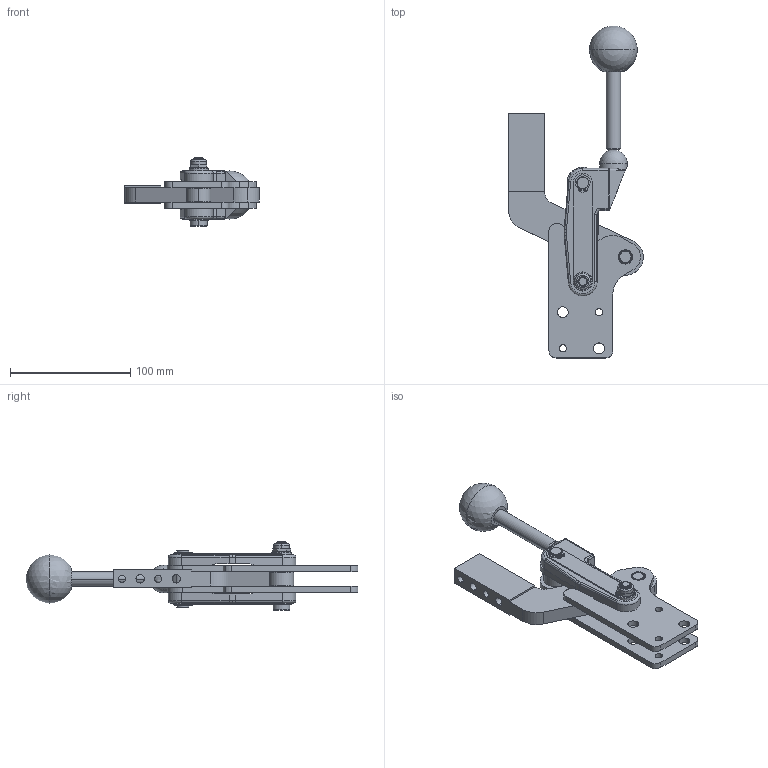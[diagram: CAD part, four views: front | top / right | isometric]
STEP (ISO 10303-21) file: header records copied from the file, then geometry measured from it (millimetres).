
FILE_DESCRIPTION((''),'2;1');
FILE_NAME('645.stp','2005-09-01T12:23:46',('CAD'),(''),'Autodesk Inventor 8','Autodesk Inventor 8','');
FILE_SCHEMA(('AUTOMOTIVE_DESIGN { 1 0 10303 214 1 1 1 1 }'));
Length unit declared in the file: millimetre
Products named in the file (1): Part10
Bounding box: 111.87 x 275.85 x 57 mm (x, y, z)
Volume: 262015.4 mm3; surface area: 74771.9 mm2
Topology: 2 solids, 114 shells, 2069 faces, 6051 edges, 3980 vertices
Faces by surface type: plane 1418, cylinder 470, cone 122, bspline 40, torus 12, sphere 7
Entity records: 68416 total; most frequent: CARTESIAN_POINT 16209, ORIENTED_EDGE 12072, DIRECTION 10149, EDGE_CURVE 6036, VERTEX_POINT 3977, AXIS2_PLACEMENT_3D 3715, VECTOR 2719, LINE 2719
